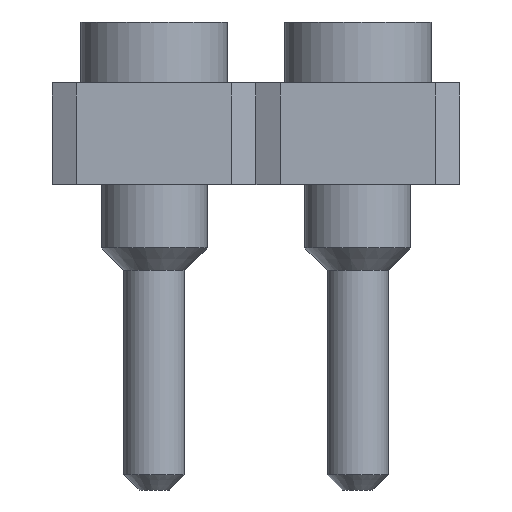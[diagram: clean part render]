
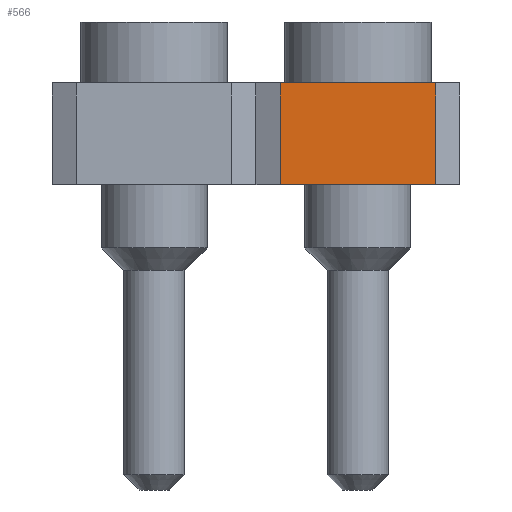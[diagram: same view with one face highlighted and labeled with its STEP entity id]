
A CAD part, left-side view. The second image highlights one B-rep face of the part: STEP entity #566.
In plain terms, the highlighted planar face has unit normal (-1, 0, 0).
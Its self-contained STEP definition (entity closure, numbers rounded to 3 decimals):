
#566=ADVANCED_FACE('',(#1162),#1164,.T.);
#1162=FACE_BOUND('',#1163,.T.);
#1163=EDGE_LOOP('',(#1675,#1676,#1677,#1678));
#1164=PLANE('',#1165);
#1165=AXIS2_PLACEMENT_3D('',#1166,#1167,#1168);
#1166=CARTESIAN_POINT('',(-1.385,0.97,1.07));
#1167=DIRECTION('',(-1.,0.,0.));
#1168=DIRECTION('',(0.,-1.,0.));
#1675=ORIENTED_EDGE('',*,*,#1797,.T.);
#1676=ORIENTED_EDGE('',*,*,#1892,.T.);
#1677=ORIENTED_EDGE('',*,*,#1828,.F.);
#1678=ORIENTED_EDGE('',*,*,#1893,.F.);
#1797=EDGE_CURVE('',#1987,#1985,#1988,.T.);
#1828=EDGE_CURVE('',#2045,#2047,#2048,.T.);
#1892=EDGE_CURVE('',#1985,#2047,#2145,.T.);
#1893=EDGE_CURVE('',#1987,#2045,#2146,.T.);
#1985=VERTEX_POINT('',#2324);
#1987=VERTEX_POINT('',#2328);
#1988=LINE('',#2329,#2330);
#2045=VERTEX_POINT('',#2457);
#2047=VERTEX_POINT('',#2461);
#2048=LINE('',#2462,#2463);
#2145=LINE('',#2699,#2700);
#2146=LINE('',#2702,#2703);
#2324=CARTESIAN_POINT('',(-1.385,-0.97,1.07));
#2328=CARTESIAN_POINT('',(-1.385,0.97,1.07));
#2329=CARTESIAN_POINT('',(-1.385,0.97,1.07));
#2330=VECTOR('',#2331,1.);
#2331=DIRECTION('',(0.,-1.,0.));
#2457=CARTESIAN_POINT('',(-1.385,0.97,2.34));
#2461=CARTESIAN_POINT('',(-1.385,-0.97,2.34));
#2462=CARTESIAN_POINT('',(-1.385,0.97,2.34));
#2463=VECTOR('',#2464,1.);
#2464=DIRECTION('',(0.,-1.,0.));
#2699=CARTESIAN_POINT('',(-1.385,-0.97,1.07));
#2700=VECTOR('',#2701,1.);
#2701=DIRECTION('',(0.,0.,1.));
#2702=CARTESIAN_POINT('',(-1.385,0.97,1.07));
#2703=VECTOR('',#2704,1.);
#2704=DIRECTION('',(0.,0.,1.));
